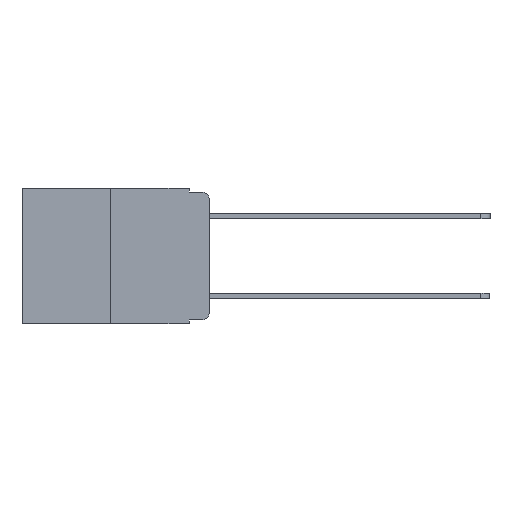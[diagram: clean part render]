
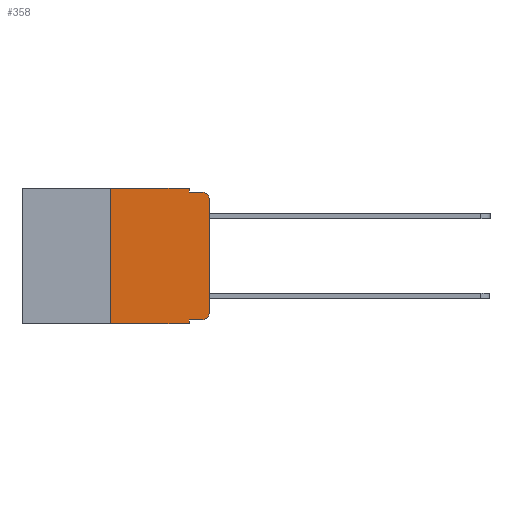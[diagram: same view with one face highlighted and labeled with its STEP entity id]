
A CAD part, left-side view. The second image highlights one B-rep face of the part: STEP entity #358.
In plain terms, the highlighted planar face has unit normal (-1, 0, 0).
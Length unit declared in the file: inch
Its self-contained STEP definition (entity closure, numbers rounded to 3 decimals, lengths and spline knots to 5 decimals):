
#144 = ORIENTED_EDGE ( 'NONE', *, *, #9911, .T. ) ;
#358 = ADVANCED_FACE ( 'NONE', ( #7269 ), #649, .F. ) ;
#376 = ORIENTED_EDGE ( 'NONE', *, *, #9396, .T. ) ;
#463 = VERTEX_POINT ( 'NONE', #7974 ) ;
#649 = PLANE ( 'NONE',  #1654 ) ;
#677 = ORIENTED_EDGE ( 'NONE', *, *, #9249, .F. ) ;
#753 = ORIENTED_EDGE ( 'NONE', *, *, #6484, .F. ) ;
#1169 = VECTOR ( 'NONE', #13097, 39.37008 ) ;
#1195 = VERTEX_POINT ( 'NONE', #6109 ) ;
#1328 = LINE ( 'NONE', #11069, #6749 ) ;
#1332 = DIRECTION ( 'NONE',  ( -1., 0., 0. ) ) ;
#1567 = LINE ( 'NONE', #13265, #9371 ) ;
#1607 = EDGE_LOOP ( 'NONE', ( #9466, #144, #677, #1768, #2285, #2382, #376, #753, #3417, #3695 ) ) ;
#1654 = AXIS2_PLACEMENT_3D ( 'NONE', #1932, #11402, #2150 ) ;
#1768 = ORIENTED_EDGE ( 'NONE', *, *, #8592, .F. ) ;
#1932 = CARTESIAN_POINT ( 'NONE',  ( 0., 0.473, 0. ) ) ;
#2007 = CARTESIAN_POINT ( 'NONE',  ( 0., 0.25, 0. ) ) ;
#2150 = DIRECTION ( 'NONE',  ( 0., 0., -1. ) ) ;
#2163 = VERTEX_POINT ( 'NONE', #4269 ) ;
#2285 = ORIENTED_EDGE ( 'NONE', *, *, #11280, .F. ) ;
#2382 = ORIENTED_EDGE ( 'NONE', *, *, #7206, .F. ) ;
#2744 = LINE ( 'NONE', #13107, #3116 ) ;
#2793 = CARTESIAN_POINT ( 'NONE',  ( 0., 0.051, -0.01 ) ) ;
#2893 = VERTEX_POINT ( 'NONE', #9680 ) ;
#3116 = VECTOR ( 'NONE', #4143, 39.37008 ) ;
#3297 = LINE ( 'NONE', #12503, #5587 ) ;
#3355 = DIRECTION ( 'NONE',  ( 0., -1., 0. ) ) ;
#3417 = ORIENTED_EDGE ( 'NONE', *, *, #9571, .T. ) ;
#3695 = ORIENTED_EDGE ( 'NONE', *, *, #5745, .T. ) ;
#3846 = VECTOR ( 'NONE', #12093, 39.37008 ) ;
#3992 = VERTEX_POINT ( 'NONE', #10379 ) ;
#4143 = DIRECTION ( 'NONE',  ( 0., -1., 0. ) ) ;
#4269 = CARTESIAN_POINT ( 'NONE',  ( 0., 0.02, -0.01 ) ) ;
#4390 = LINE ( 'NONE', #5219, #1169 ) ;
#4625 = VECTOR ( 'NONE', #7877, 39.37008 ) ;
#4972 = LINE ( 'NONE', #12612, #4625 ) ;
#5219 = CARTESIAN_POINT ( 'NONE',  ( 0., 0., 0. ) ) ;
#5283 = CARTESIAN_POINT ( 'NONE',  ( 0., 0.25, -0.343 ) ) ;
#5587 = VECTOR ( 'NONE', #3355, 39.37008 ) ;
#5745 = EDGE_CURVE ( 'NONE', #2893, #10521, #12547, .T. ) ;
#6109 = CARTESIAN_POINT ( 'NONE',  ( 0., 0.051, -0.01 ) ) ;
#6321 = CARTESIAN_POINT ( 'NONE',  ( 0., 0.02, -0.313 ) ) ;
#6359 = CARTESIAN_POINT ( 'NONE',  ( 0., 0., -0.313 ) ) ;
#6484 = EDGE_CURVE ( 'NONE', #3992, #8336, #1328, .T. ) ;
#6749 = VECTOR ( 'NONE', #9230, 39.37008 ) ;
#6802 = LINE ( 'NONE', #2793, #3846 ) ;
#7101 = VERTEX_POINT ( 'NONE', #5283 ) ;
#7206 = EDGE_CURVE ( 'NONE', #7101, #8203, #11458, .T. ) ;
#7269 = FACE_OUTER_BOUND ( 'NONE', #1607, .T. ) ;
#7423 = DIRECTION ( 'NONE',  ( 0., 0., -1. ) ) ;
#7646 = DIRECTION ( 'NONE',  ( 0., -1., 0. ) ) ;
#7877 = DIRECTION ( 'NONE',  ( 0., 0., -1. ) ) ;
#7974 = CARTESIAN_POINT ( 'NONE',  ( 0., 0., -0.03 ) ) ;
#8107 = CARTESIAN_POINT ( 'NONE',  ( 0., 0.02, -0.03 ) ) ;
#8203 = VERTEX_POINT ( 'NONE', #13091 ) ;
#8336 = VERTEX_POINT ( 'NONE', #12381 ) ;
#8455 = AXIS2_PLACEMENT_3D ( 'NONE', #8107, #1332, #9103 ) ;
#8592 = EDGE_CURVE ( 'NONE', #9483, #1195, #4972, .T. ) ;
#9103 = DIRECTION ( 'NONE',  ( 0., 0., -1. ) ) ;
#9230 = DIRECTION ( 'NONE',  ( 0., 0., -1. ) ) ;
#9249 = EDGE_CURVE ( 'NONE', #1195, #2163, #6802, .T. ) ;
#9371 = VECTOR ( 'NONE', #7646, 39.37008 ) ;
#9396 = EDGE_CURVE ( 'NONE', #7101, #8336, #2744, .T. ) ;
#9466 = ORIENTED_EDGE ( 'NONE', *, *, #10520, .T. ) ;
#9483 = VERTEX_POINT ( 'NONE', #12286 ) ;
#9528 = CIRCLE ( 'NONE', #8455, 0.02 ) ;
#9571 = EDGE_CURVE ( 'NONE', #3992, #2893, #1567, .T. ) ;
#9680 = CARTESIAN_POINT ( 'NONE',  ( 0., 0.02, -0.333 ) ) ;
#9911 = EDGE_CURVE ( 'NONE', #463, #2163, #9528, .T. ) ;
#9978 = AXIS2_PLACEMENT_3D ( 'NONE', #6321, #13070, #7423 ) ;
#10379 = CARTESIAN_POINT ( 'NONE',  ( 0., 0.051, -0.333 ) ) ;
#10520 = EDGE_CURVE ( 'NONE', #10521, #463, #4390, .T. ) ;
#10521 = VERTEX_POINT ( 'NONE', #6359 ) ;
#11069 = CARTESIAN_POINT ( 'NONE',  ( 0., 0.051, 0. ) ) ;
#11280 = EDGE_CURVE ( 'NONE', #8203, #9483, #3297, .T. ) ;
#11402 = DIRECTION ( 'NONE',  ( 1., 0., 0. ) ) ;
#11458 = LINE ( 'NONE', #2007, #13571 ) ;
#12093 = DIRECTION ( 'NONE',  ( 0., -1., 0. ) ) ;
#12286 = CARTESIAN_POINT ( 'NONE',  ( 0., 0.051, 0. ) ) ;
#12381 = CARTESIAN_POINT ( 'NONE',  ( 0., 0.051, -0.343 ) ) ;
#12503 = CARTESIAN_POINT ( 'NONE',  ( 0., 0.473, 0. ) ) ;
#12547 = CIRCLE ( 'NONE', #9978, 0.02 ) ;
#12612 = CARTESIAN_POINT ( 'NONE',  ( 0., 0.051, 0. ) ) ;
#13070 = DIRECTION ( 'NONE',  ( -1., 0., 0. ) ) ;
#13091 = CARTESIAN_POINT ( 'NONE',  ( 0., 0.25, 0. ) ) ;
#13097 = DIRECTION ( 'NONE',  ( 0., 0., 1. ) ) ;
#13107 = CARTESIAN_POINT ( 'NONE',  ( 0., 0.473, -0.343 ) ) ;
#13265 = CARTESIAN_POINT ( 'NONE',  ( 0., 0.051, -0.333 ) ) ;
#13320 = DIRECTION ( 'NONE',  ( 0., 0., 1. ) ) ;
#13571 = VECTOR ( 'NONE', #13320, 39.37008 ) ;
